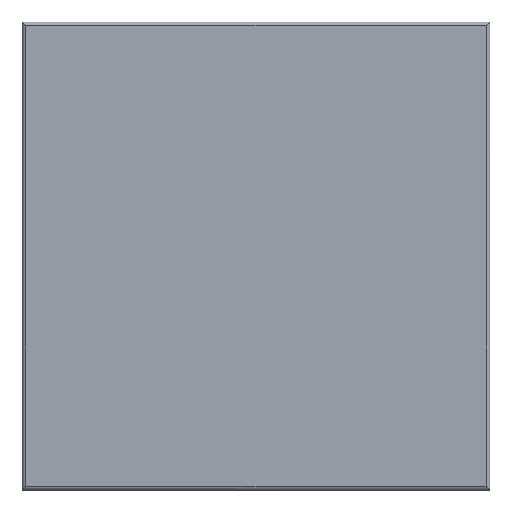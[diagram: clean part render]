
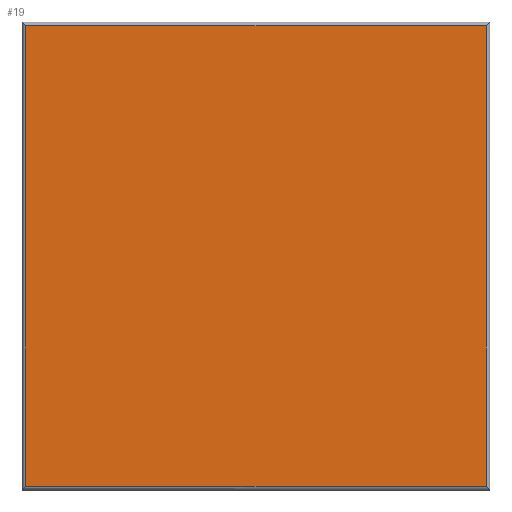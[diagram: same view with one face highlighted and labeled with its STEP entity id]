
A CAD part, top view. The second image highlights one B-rep face of the part: STEP entity #19.
In plain terms, the highlighted planar face has unit normal (0, 0, 1).
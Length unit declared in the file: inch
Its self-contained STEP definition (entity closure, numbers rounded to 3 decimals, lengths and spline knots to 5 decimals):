
#19=ADVANCED_FACE('',(#29),#145,.T.);
#29=FACE_OUTER_BOUND('',#39,.T.);
#39=EDGE_LOOP('',(#64,#65,#66,#67));
#64=ORIENTED_EDGE('',*,*,#96,.T.);
#65=ORIENTED_EDGE('',*,*,#97,.T.);
#66=ORIENTED_EDGE('',*,*,#99,.T.);
#67=ORIENTED_EDGE('',*,*,#98,.T.);
#96=EDGE_CURVE('',#132,#133,#116,.T.);
#97=EDGE_CURVE('',#133,#134,#117,.T.);
#98=EDGE_CURVE('',#135,#132,#118,.T.);
#99=EDGE_CURVE('',#134,#135,#119,.T.);
#116=B_SPLINE_CURVE_WITH_KNOTS('',1,(#309,#310),.UNSPECIFIED.,.F.,.F.,(2,
2),(0.5,59.5),.UNSPECIFIED.);
#117=B_SPLINE_CURVE_WITH_KNOTS('',1,(#311,#312),.UNSPECIFIED.,.F.,.F.,(2,
2),(0.5,59.5),.UNSPECIFIED.);
#118=B_SPLINE_CURVE_WITH_KNOTS('',1,(#313,#314),.UNSPECIFIED.,.F.,.F.,(2,
2),(0.5,59.5),.UNSPECIFIED.);
#119=B_SPLINE_CURVE_WITH_KNOTS('',1,(#315,#316),.UNSPECIFIED.,.F.,.F.,(2,
2),(0.5,59.5),.UNSPECIFIED.);
#132=VERTEX_POINT('',#281);
#133=VERTEX_POINT('',#282);
#134=VERTEX_POINT('',#283);
#135=VERTEX_POINT('',#284);
#145=PLANE('',#242);
#242=AXIS2_PLACEMENT_3D('',#268,#255,$);
#255=DIRECTION('',(0.,0.,1.));
#268=CARTESIAN_POINT('',(0.,0.,0.08333));
#281=CARTESIAN_POINT('',(1.23958,1.23958,0.08333));
#282=CARTESIAN_POINT('',(0.01042,1.23958,0.08333));
#283=CARTESIAN_POINT('',(0.01042,0.01042,0.08333));
#284=CARTESIAN_POINT('',(1.23958,0.01042,0.08333));
#309=CARTESIAN_POINT('',(1.23958,1.23958,0.08333));
#310=CARTESIAN_POINT('',(0.01042,1.23958,0.08333));
#311=CARTESIAN_POINT('',(0.01042,1.23958,0.08333));
#312=CARTESIAN_POINT('',(0.01042,0.01042,0.08333));
#313=CARTESIAN_POINT('',(1.23958,0.01042,0.08333));
#314=CARTESIAN_POINT('',(1.23958,1.23958,0.08333));
#315=CARTESIAN_POINT('',(0.01042,0.01042,0.08333));
#316=CARTESIAN_POINT('',(1.23958,0.01042,0.08333));
